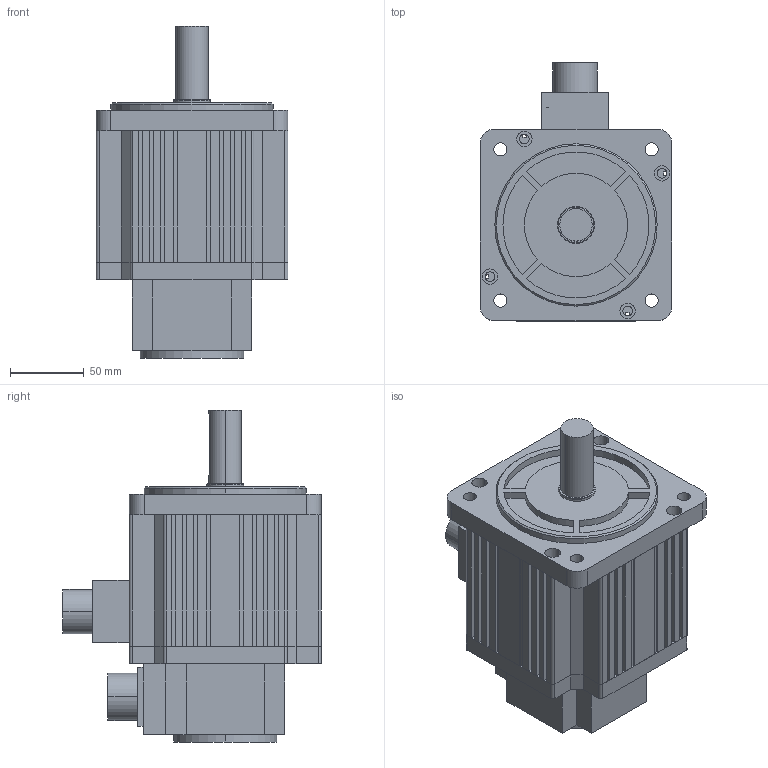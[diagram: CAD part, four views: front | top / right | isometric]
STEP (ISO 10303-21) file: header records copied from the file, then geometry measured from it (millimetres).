
FILE_DESCRIPTION (( 'STEP AP203' ), '1' );
FILE_NAME ('130-4N.STEP', '2017-06-12T10:58:37', ( '' ), ( '' ), 'SwSTEP 2.0', 'SolidWorks 2014', '' );
FILE_SCHEMA (( 'CONFIG_CONTROL_DESIGN' ));
Length unit declared in the file: millimetre
Products named in the file (8): 130-4N; 130侜督綴裔; 130晤鎢ん; 130瑤脣2; 130瑤脣; 130隅赽 4籟; 130粣; 130侜督ヶ裔
Assembly tree (7 placements, depth 2):
  130-4N
    130隅赽 4籟
    130侜督ヶ裔
    130侜督綴裔
    130晤鎢ん
    130粣
    130瑤脣2
    130瑤脣
Bounding box: 130 x 175 x 225 mm (x, y, z)
Volume: 1035698.6 mm3; surface area: 273427.1 mm2
Topology: 8 solids, 8 shells, 523 faces, 1315 edges, 860 vertices
Faces by surface type: plane 330, cylinder 177, cone 10, bspline 4, torus 2
Entity records: 16566 total; most frequent: CARTESIAN_POINT 2810, DIRECTION 2737, ORIENTED_EDGE 2614, EDGE_CURVE 1307, AXIS2_PLACEMENT_3D 917, LINE 903, VECTOR 903, VERTEX_POINT 860
